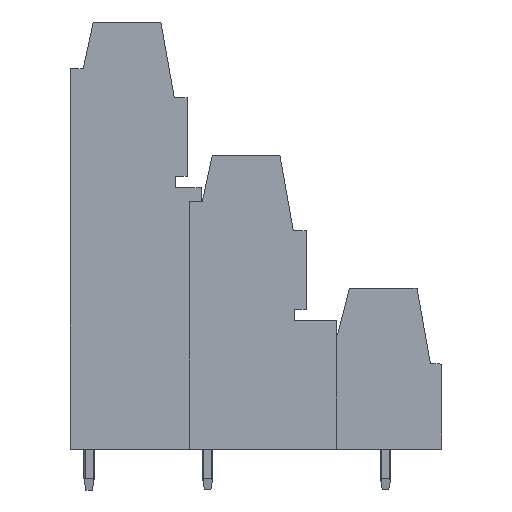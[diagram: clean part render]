
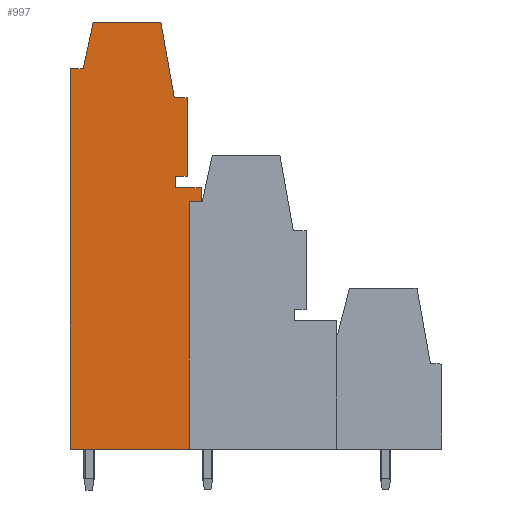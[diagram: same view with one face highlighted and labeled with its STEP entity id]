
A CAD part, left-side view. The second image highlights one B-rep face of the part: STEP entity #997.
In plain terms, the highlighted planar face has unit normal (-1, 0, 0).
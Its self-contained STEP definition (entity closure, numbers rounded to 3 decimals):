
#800=AXIS2_PLACEMENT_3D('Plane Axis2P3D',#797,#798,#799) ;
#685=CARTESIAN_POINT('Vertex',(2.54,20.6,24.7)) ;
#688=CARTESIAN_POINT('Line Origine',(2.54,21.1,24.7)) ;
#692=CARTESIAN_POINT('Vertex',(2.54,21.6,24.7)) ;
#718=CARTESIAN_POINT('Vertex',(2.54,21.6,3.5)) ;
#721=CARTESIAN_POINT('Line Origine',(2.54,26.7,3.5)) ;
#725=CARTESIAN_POINT('Vertex',(2.54,31.8,3.5)) ;
#797=CARTESIAN_POINT('Axis2P3D Location',(2.54,35.177,3.5)) ;
#901=CARTESIAN_POINT('Line Origine',(2.54,20.6,25.3)) ;
#905=CARTESIAN_POINT('Vertex',(2.54,20.6,25.9)) ;
#908=CARTESIAN_POINT('Line Origine',(2.54,21.7,25.9)) ;
#912=CARTESIAN_POINT('Vertex',(2.54,22.8,25.9)) ;
#915=CARTESIAN_POINT('Line Origine',(2.54,22.8,26.4)) ;
#919=CARTESIAN_POINT('Vertex',(2.54,22.8,26.9)) ;
#922=CARTESIAN_POINT('Line Origine',(2.54,22.3,26.9)) ;
#926=CARTESIAN_POINT('Vertex',(2.54,21.8,26.9)) ;
#929=CARTESIAN_POINT('Line Origine',(2.54,21.8,30.25)) ;
#933=CARTESIAN_POINT('Vertex',(2.54,21.8,33.6)) ;
#936=CARTESIAN_POINT('Line Origine',(2.54,22.352,33.6)) ;
#940=CARTESIAN_POINT('Vertex',(2.54,22.904,33.6)) ;
#943=CARTESIAN_POINT('Line Origine',(2.54,23.477,36.85)) ;
#947=CARTESIAN_POINT('Vertex',(2.54,24.05,40.1)) ;
#950=CARTESIAN_POINT('Line Origine',(2.54,26.95,40.1)) ;
#954=CARTESIAN_POINT('Vertex',(2.54,29.85,40.1)) ;
#957=CARTESIAN_POINT('Line Origine',(2.54,30.275,38.1)) ;
#961=CARTESIAN_POINT('Vertex',(2.54,30.7,36.1)) ;
#964=CARTESIAN_POINT('Line Origine',(2.54,31.25,36.1)) ;
#968=CARTESIAN_POINT('Vertex',(2.54,31.8,36.1)) ;
#971=CARTESIAN_POINT('Line Origine',(2.54,31.8,19.8)) ;
#976=CARTESIAN_POINT('Line Origine',(2.54,21.6,14.1)) ;
#689=DIRECTION('Vector Direction',(0.,1.,0.)) ;
#722=DIRECTION('Vector Direction',(0.,-1.,0.)) ;
#798=DIRECTION('Axis2P3D Direction',(-1.,0.,0.)) ;
#799=DIRECTION('Axis2P3D XDirection',(0.,-1.,0.)) ;
#902=DIRECTION('Vector Direction',(0.,0.,1.)) ;
#909=DIRECTION('Vector Direction',(0.,1.,0.)) ;
#916=DIRECTION('Vector Direction',(0.,0.,-1.)) ;
#923=DIRECTION('Vector Direction',(0.,1.,0.)) ;
#930=DIRECTION('Vector Direction',(0.,0.,-1.)) ;
#937=DIRECTION('Vector Direction',(0.,-1.,0.)) ;
#944=DIRECTION('Vector Direction',(0.,-0.174,-0.985)) ;
#951=DIRECTION('Vector Direction',(0.,-1.,0.)) ;
#958=DIRECTION('Vector Direction',(0.,-0.208,0.978)) ;
#965=DIRECTION('Vector Direction',(0.,-1.,0.)) ;
#972=DIRECTION('Vector Direction',(0.,0.,1.)) ;
#977=DIRECTION('Vector Direction',(0.,0.,1.)) ;
#690=VECTOR('Line Direction',#689,1.) ;
#723=VECTOR('Line Direction',#722,1.) ;
#903=VECTOR('Line Direction',#902,1.) ;
#910=VECTOR('Line Direction',#909,1.) ;
#917=VECTOR('Line Direction',#916,1.) ;
#924=VECTOR('Line Direction',#923,1.) ;
#931=VECTOR('Line Direction',#930,1.) ;
#938=VECTOR('Line Direction',#937,1.) ;
#945=VECTOR('Line Direction',#944,1.) ;
#952=VECTOR('Line Direction',#951,1.) ;
#959=VECTOR('Line Direction',#958,1.) ;
#966=VECTOR('Line Direction',#965,1.) ;
#973=VECTOR('Line Direction',#972,1.) ;
#978=VECTOR('Line Direction',#977,1.) ;
#982=ORIENTED_EDGE('',*,*,#907,.T.) ;
#983=ORIENTED_EDGE('',*,*,#914,.T.) ;
#984=ORIENTED_EDGE('',*,*,#921,.F.) ;
#985=ORIENTED_EDGE('',*,*,#928,.F.) ;
#986=ORIENTED_EDGE('',*,*,#935,.F.) ;
#987=ORIENTED_EDGE('',*,*,#942,.F.) ;
#988=ORIENTED_EDGE('',*,*,#949,.F.) ;
#989=ORIENTED_EDGE('',*,*,#956,.F.) ;
#990=ORIENTED_EDGE('',*,*,#963,.F.) ;
#991=ORIENTED_EDGE('',*,*,#970,.F.) ;
#992=ORIENTED_EDGE('',*,*,#975,.F.) ;
#993=ORIENTED_EDGE('',*,*,#727,.T.) ;
#994=ORIENTED_EDGE('',*,*,#980,.T.) ;
#995=ORIENTED_EDGE('',*,*,#694,.F.) ;
#997=ADVANCED_FACE('HOUSING',(#996),#801,.T.) ;
#694=EDGE_CURVE('',#686,#693,#691,.T.) ;
#727=EDGE_CURVE('',#726,#719,#724,.T.) ;
#907=EDGE_CURVE('',#686,#906,#904,.T.) ;
#914=EDGE_CURVE('',#906,#913,#911,.T.) ;
#921=EDGE_CURVE('',#920,#913,#918,.T.) ;
#928=EDGE_CURVE('',#927,#920,#925,.T.) ;
#935=EDGE_CURVE('',#934,#927,#932,.T.) ;
#942=EDGE_CURVE('',#941,#934,#939,.T.) ;
#949=EDGE_CURVE('',#948,#941,#946,.T.) ;
#956=EDGE_CURVE('',#955,#948,#953,.T.) ;
#963=EDGE_CURVE('',#962,#955,#960,.T.) ;
#970=EDGE_CURVE('',#969,#962,#967,.T.) ;
#975=EDGE_CURVE('',#726,#969,#974,.T.) ;
#980=EDGE_CURVE('',#719,#693,#979,.T.) ;
#981=EDGE_LOOP('',(#982,#983,#984,#985,#986,#987,#988,#989,#990,#991,#992,#993,#994,#995)) ;
#996=FACE_OUTER_BOUND('',#981,.T.) ;
#691=LINE('Line',#688,#690) ;
#724=LINE('Line',#721,#723) ;
#904=LINE('Line',#901,#903) ;
#911=LINE('Line',#908,#910) ;
#918=LINE('Line',#915,#917) ;
#925=LINE('Line',#922,#924) ;
#932=LINE('Line',#929,#931) ;
#939=LINE('Line',#936,#938) ;
#946=LINE('Line',#943,#945) ;
#953=LINE('Line',#950,#952) ;
#960=LINE('Line',#957,#959) ;
#967=LINE('Line',#964,#966) ;
#974=LINE('Line',#971,#973) ;
#979=LINE('Line',#976,#978) ;
#801=PLANE('',#800) ;
#686=VERTEX_POINT('',#685) ;
#693=VERTEX_POINT('',#692) ;
#719=VERTEX_POINT('',#718) ;
#726=VERTEX_POINT('',#725) ;
#906=VERTEX_POINT('',#905) ;
#913=VERTEX_POINT('',#912) ;
#920=VERTEX_POINT('',#919) ;
#927=VERTEX_POINT('',#926) ;
#934=VERTEX_POINT('',#933) ;
#941=VERTEX_POINT('',#940) ;
#948=VERTEX_POINT('',#947) ;
#955=VERTEX_POINT('',#954) ;
#962=VERTEX_POINT('',#961) ;
#969=VERTEX_POINT('',#968) ;
